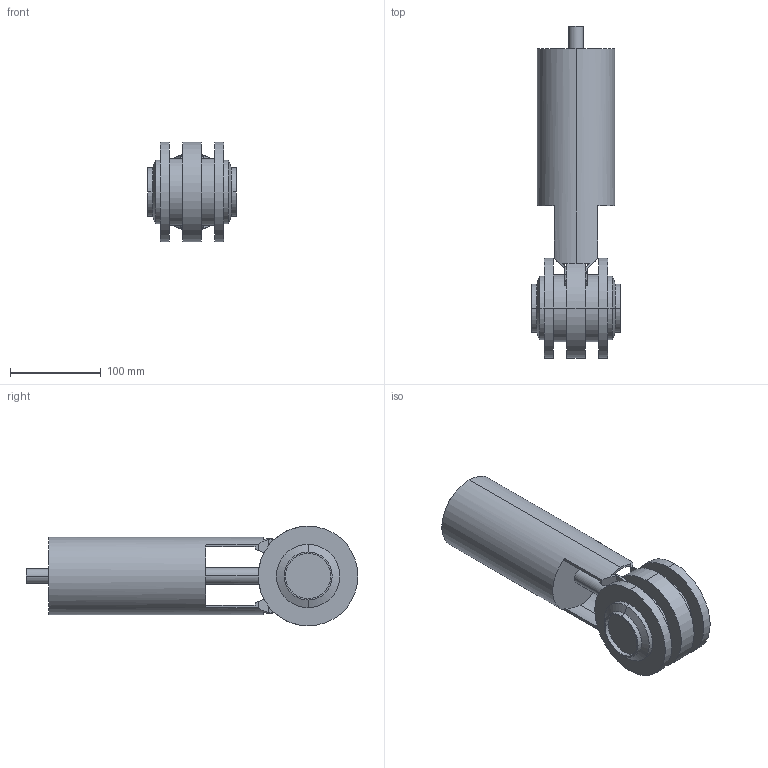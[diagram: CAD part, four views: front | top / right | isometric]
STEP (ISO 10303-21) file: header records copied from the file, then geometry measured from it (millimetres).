
FILE_DESCRIPTION(('OneSpaceDesigner STEP Export'),'2;1');
FILE_NAME('SVS1F-50-12S-DRAT-K080.stp','2007-05-29T10:05:24',(''),(''),'OneSpace Designer STEP processor for AP214 (Solid Model)','OneSpace Modeling 15.00 06-Feb-2007 (C) CoCreate Software GmbH','');
FILE_SCHEMA(('AUTOMOTIVE_DESIGN { 1 0 10303 214 1 1 1 1 }'));
Length unit declared in the file: millimetre
Products named in the file (3): SVS1F-50-DRAT-12S-vereint; Luftanschluß; SVS1F-50-12S-DRAT-K80-vereint
Assembly tree (2 placements, depth 2):
  SVS1F-50-12S-DRAT-K80-vereint
    Luftanschluß
    SVS1F-50-DRAT-12S-vereint
Bounding box: 98 x 366.13 x 110 mm (x, y, z)
Volume: 1596569.9 mm3; surface area: 144678.6 mm2
Topology: 2 solids, 2 shells, 110 faces, 294 edges, 190 vertices
Faces by surface type: plane 65, cylinder 41, cone 4
Entity records: 3573 total; most frequent: CARTESIAN_POINT 972, ORIENTED_EDGE 588, DIRECTION 469, EDGE_CURVE 294, VERTEX_POINT 190, VECTOR 167, LINE 167, AXIS2_PLACEMENT_3D 151
